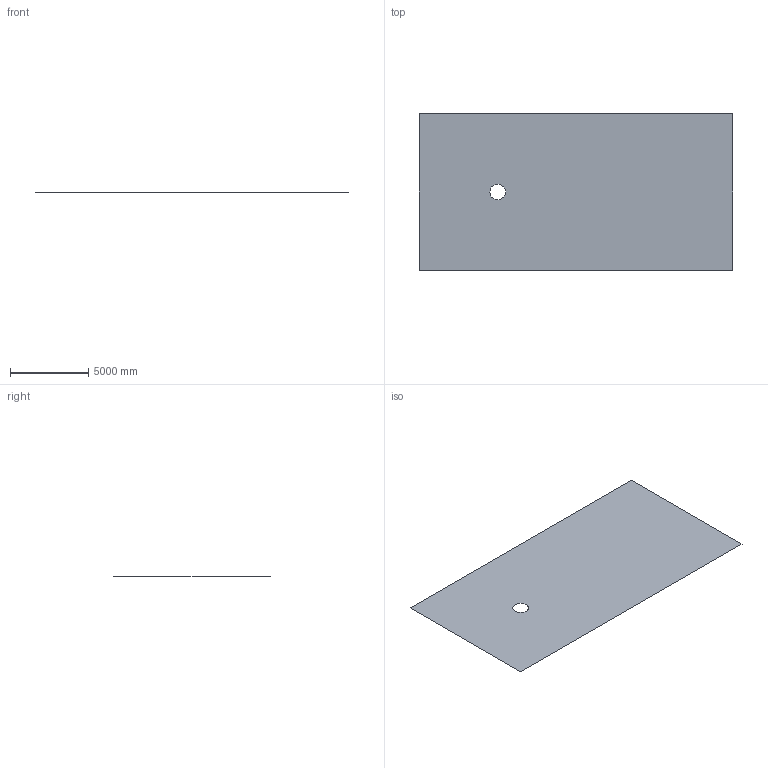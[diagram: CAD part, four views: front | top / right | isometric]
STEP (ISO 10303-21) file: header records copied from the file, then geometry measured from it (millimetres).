
FILE_DESCRIPTION((''),'2;1');
FILE_NAME('','2017-01-13T11:26:08',(''),(''),'','CADfix','');
FILE_SCHEMA(('CONFIG_CONTROL_DESIGN'));
Length unit declared in the file: metre
Bounding box: 20000 x 10000 x 0 mm (x, y, z)
Surface area: 199214601.8 mm2 (no closed solid volume)
Topology: 0 solids, 1 shells, 1 faces, 8 edges, 13 vertices
Faces by surface type: plane 1
Entity records: 277 total; most frequent: CARTESIAN_POINT 22, PERSON 16, ORGANIZATION 16, PERSON_AND_ORGANIZATION 16, DIRECTION 14, PERSON_AND_ORGANIZATION_ROLE 10, CC_DESIGN_PERSON_AND_ORGANIZATION_ASSIGNMENT 10, CALENDAR_DATE 10
